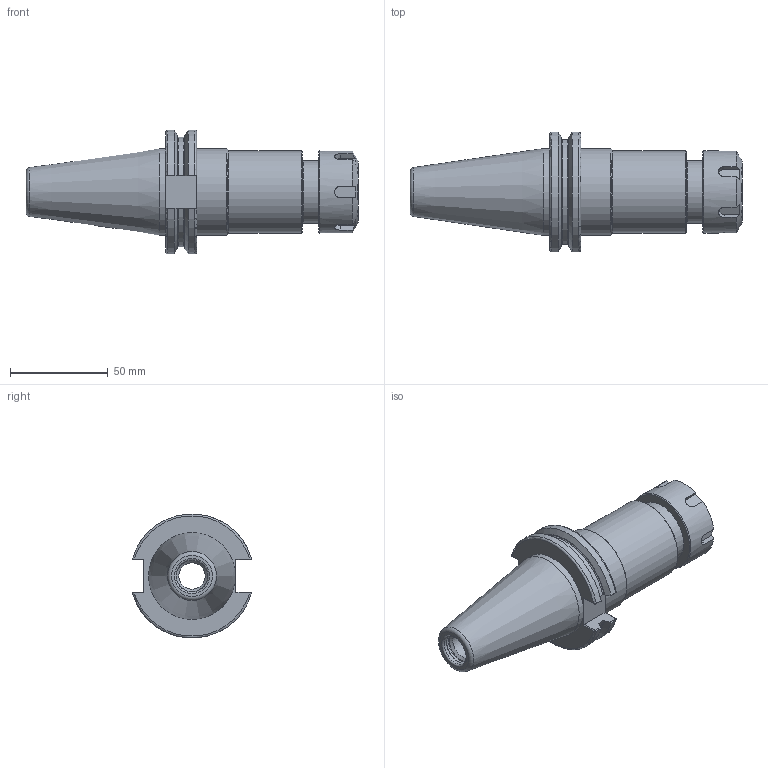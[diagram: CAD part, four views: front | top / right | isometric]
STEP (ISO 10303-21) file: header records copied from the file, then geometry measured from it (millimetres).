
FILE_DESCRIPTION(/* description */ (''),/* implementation_level */ '2;1');
FILE_NAME(/* name */ 'CAT40-ER25-0400.stp',/* time_stamp */ '2019-05-30T09:44:38-05:00',/* author */ ('ldfli'),/* organization */ ('Pioneer N.A.'),/* preprocessor_version */ 'ST-DEVELOPER v18',/* originating_system */ 'Autodesk Inventor LT',/* authorisation */ '');
FILE_SCHEMA (('AUTOMOTIVE_DESIGN { 1 0 10303 214 3 1 1 }'));
Length unit declared in the file: millimetre
Products named in the file (1): CAT40-ER25-0400
Bounding box: 169.85 x 61.14 x 63.31 mm (x, y, z)
Volume: 184499.2 mm3; surface area: 39680.2 mm2
Topology: 2 solids, 2 shells, 137 faces, 393 edges, 271 vertices
Faces by surface type: plane 59, cylinder 28, torus 17, cone 17, bspline 16
Full cylindrical faces by diameter (mm): 10 x1, 13.494 x1, 15.748 x1, 16.3 x1, 16.8 x1, 18 x1, 20.515 x1, 23.5 x1, 28.5 x1, 30.5 x1, 32 x1, 33.72 x1, 42 x2, 44.45 x2
Entity records: 5383 total; most frequent: CARTESIAN_POINT 1819, ORIENTED_EDGE 784, DIRECTION 705, EDGE_CURVE 392, AXIS2_PLACEMENT_3D 278, VERTEX_POINT 271, CIRCLE 156, EDGE_LOOP 153
